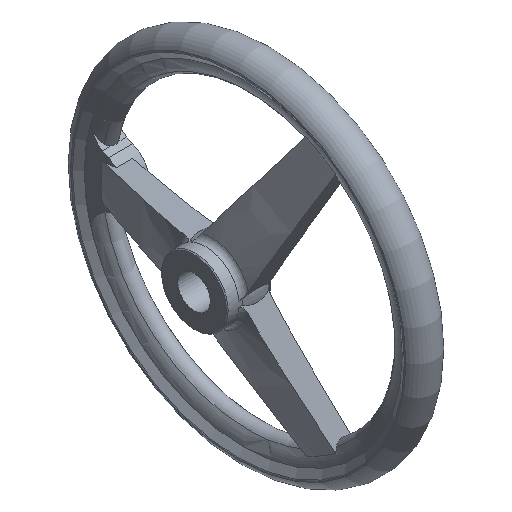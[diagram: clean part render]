
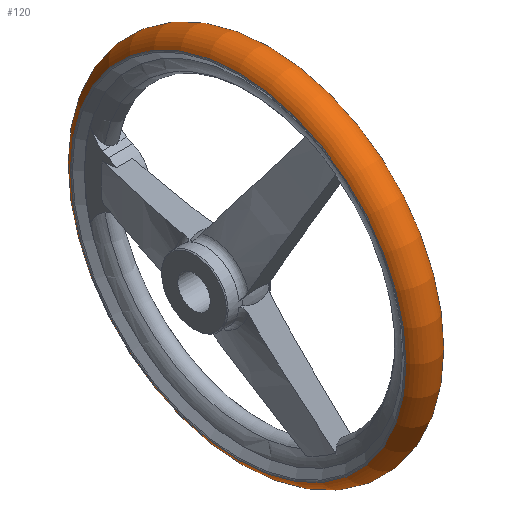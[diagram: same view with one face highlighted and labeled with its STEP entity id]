
A CAD part, isometric view. The second image highlights one B-rep face of the part: STEP entity #120.
In plain terms, the highlighted toroidal (fillet/blend) face has major radius 89.32 mm and minor radius 10.7 mm.
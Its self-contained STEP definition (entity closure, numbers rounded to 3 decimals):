
#120 = ADVANCED_FACE( '', ( #235, #236, #237 ), #238, .T. );
#235 = FACE_BOUND( '', #373, .T. );
#236 = FACE_OUTER_BOUND( '', #374, .T. );
#237 = FACE_OUTER_BOUND( '', #375, .T. );
#238 = TOROIDAL_SURFACE( '', #376, 89.32, 10.7 );
#373 = VERTEX_LOOP( '', #901 );
#374 = EDGE_LOOP( '', ( #902 ) );
#375 = EDGE_LOOP( '', ( #903 ) );
#376 = AXIS2_PLACEMENT_3D( '', #904, #905, #906 );
#901 = VERTEX_POINT( '', #1176 );
#902 = ORIENTED_EDGE( '', *, *, #1177, .T. );
#903 = ORIENTED_EDGE( '', *, *, #1178, .F. );
#904 = CARTESIAN_POINT( '', ( 34.5, 0., 0. ) );
#905 = DIRECTION( '', ( 1., 0., 0. ) );
#906 = DIRECTION( '', ( 0., 0., -1. ) );
#1176 = CARTESIAN_POINT( '', ( 34.5, 0., -100.02 ) );
#1177 = EDGE_CURVE( '', #1470, #1470, #1471, .T. );
#1178 = EDGE_CURVE( '', #1472, #1472, #1473, .T. );
#1470 = VERTEX_POINT( '', #2496 );
#1471 = CIRCLE( '', #2497, 93.35 );
#1472 = VERTEX_POINT( '', #2498 );
#1473 = CIRCLE( '', #2499, 93.35 );
#2496 = CARTESIAN_POINT( '', ( 24.588, 0., -93.35 ) );
#2497 = AXIS2_PLACEMENT_3D( '', #2723, #2724, #2725 );
#2498 = CARTESIAN_POINT( '', ( 44.412, 0., -93.35 ) );
#2499 = AXIS2_PLACEMENT_3D( '', #2726, #2727, #2728 );
#2723 = CARTESIAN_POINT( '', ( 24.588, 0., 0. ) );
#2724 = DIRECTION( '', ( 1., 0., 0. ) );
#2725 = DIRECTION( '', ( 0., 0., -1. ) );
#2726 = CARTESIAN_POINT( '', ( 44.412, 0., 0. ) );
#2727 = DIRECTION( '', ( 1., 0., 0. ) );
#2728 = DIRECTION( '', ( 0., 0., -1. ) );
